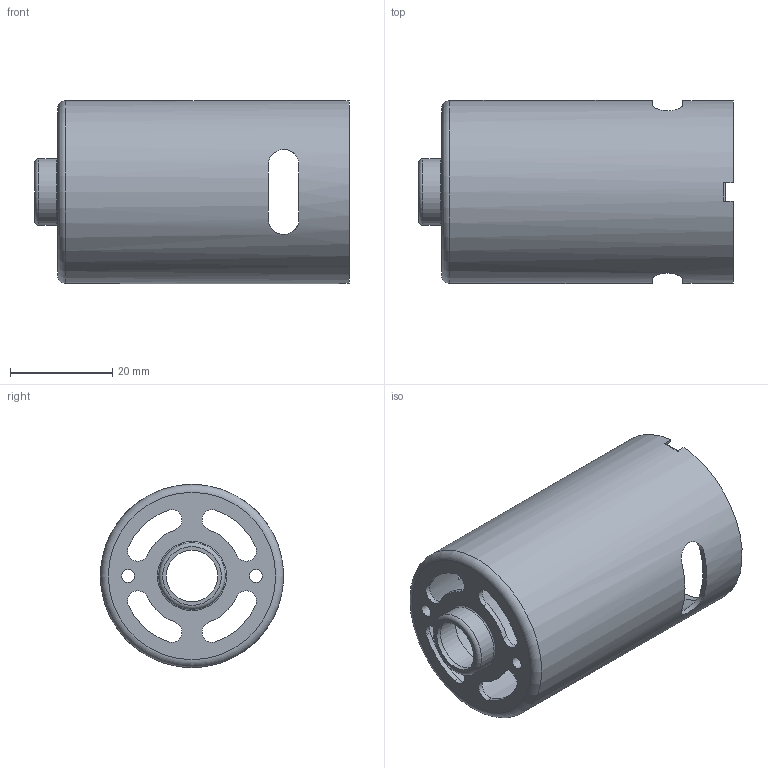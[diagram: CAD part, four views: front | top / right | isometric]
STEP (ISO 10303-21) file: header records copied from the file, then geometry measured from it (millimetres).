
FILE_DESCRIPTION(/* description */ (''),/* implementation_level */ '2;1');
FILE_NAME(/* name */ 'AM-0912_HOUSING_ANY.ipt.step',/* time_stamp */ '2014-01-07T11:19:20-08:00',/* author */ ('Philip'),/* organization */ (''),/* preprocessor_version */ 'ST-DEVELOPER v15.2',/* originating_system */ 'Autodesk Inventor 2014',/* authorisation */ '');
FILE_SCHEMA (('AUTOMOTIVE_DESIGN { 1 0 10303 214 3 1 1 }'));
Length unit declared in the file: inch
Products named in the file (1): AM-0912_HOUSING_ANY
Bounding box: 61.5 x 35.8 x 35.8 mm (x, y, z)
Volume: 6764.5 mm3; surface area: 13941 mm2
Topology: 1 solids, 1 shells, 69 faces, 183 edges, 120 vertices
Faces by surface type: plane 32, cylinder 31, torus 6
Full cylindrical faces by diameter (mm): 2.5 x2, 3.81 x2, 10.16 x1, 10.968 x1, 13 x1, 33.768 x1, 35.8 x1
Entity records: 2281 total; most frequent: CARTESIAN_POINT 531, DIRECTION 368, ORIENTED_EDGE 334, EDGE_CURVE 167, AXIS2_PLACEMENT_3D 148, VERTEX_POINT 117, EDGE_LOOP 106, CIRCLE 78
